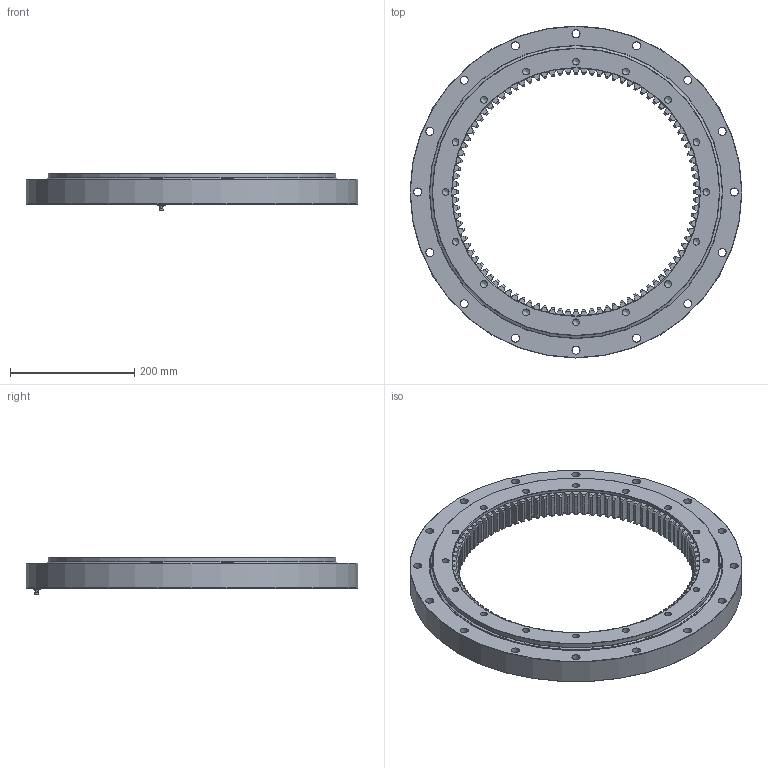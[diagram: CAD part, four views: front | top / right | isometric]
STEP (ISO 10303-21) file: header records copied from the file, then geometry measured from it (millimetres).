
FILE_DESCRIPTION (( 'STEP AP214' ), '1' );
FILE_NAME ('I.535.22.00.D.3-V.STEP', '2019-06-17T13:06:35', ( '' ), ( '' ), 'SwSTEP 2.0', 'SolidWorks 2016', '' );
FILE_SCHEMA (( 'AUTOMOTIVE_DESIGN' ));
Length unit declared in the file: millimetre
Products named in the file (7): Grease nipple M10x1mm; I.535.22.00.D.3-V; Ball D22; I.535.22.00.D.3-V - OR Seal; I.535.22.00.D.3-V - OR; I.535.22.00.D.3-V - IR Seal; I.535.22.00.D.3-V - IR
Assembly tree (53 placements, depth 2):
  I.535.22.00.D.3-V
    I.535.22.00.D.3-V - IR
    I.535.22.00.D.3-V - OR
    Ball D22  x48
    I.535.22.00.D.3-V - IR Seal
    Grease nipple M10x1mm
    I.535.22.00.D.3-V - OR Seal
Bounding box: 535 x 535 x 61 mm (x, y, z)
Volume: 4213554.1 mm3; surface area: 716730.6 mm2
Topology: 53 solids, 53 shells, 563 faces, 1585 edges, 1042 vertices
Faces by surface type: cone 238, cylinder 145, bspline 96, sphere 48, plane 26, torus 10
Full cylindrical faces by diameter (mm): 3 x3, 9 x1, 10 x1, 10.8 x16, 13 x16, 400 x1, 456.5 x2, 463.5 x3, 466.5 x3, 473.5 x2, 535 x1
Entity records: 37931 total; most frequent: CARTESIAN_POINT 25321, ORIENTED_EDGE 2646, DIRECTION 2194, EDGE_CURVE 1323, AXIS2_PLACEMENT_3D 998, VERTEX_POINT 921, EDGE_LOOP 662, B_SPLINE_CURVE_WITH_KNOTS 601
